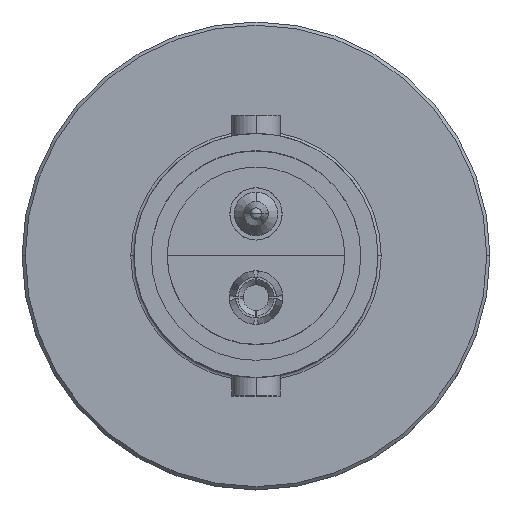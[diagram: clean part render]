
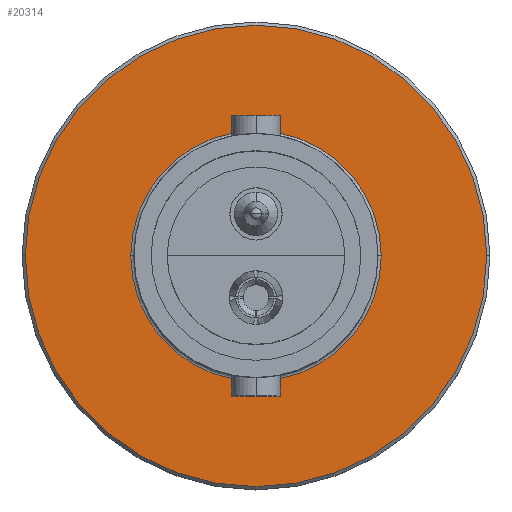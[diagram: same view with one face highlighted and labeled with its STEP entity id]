
A CAD part, top view. The second image highlights one B-rep face of the part: STEP entity #20314.
In plain terms, the highlighted planar face has unit normal (0, 0, 1).
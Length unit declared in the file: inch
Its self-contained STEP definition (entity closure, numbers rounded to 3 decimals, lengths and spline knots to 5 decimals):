
#1200 = DIRECTION ( 'NONE',  ( 0., 0., 1. ) ) ;
#1367 = CIRCLE ( 'NONE', #4627, 0.194 ) ;
#1537 = CARTESIAN_POINT ( 'NONE',  ( -0.194, 0., 0.217 ) ) ;
#1582 = CARTESIAN_POINT ( 'NONE',  ( 0.3575, 0., 0.217 ) ) ;
#1924 = ORIENTED_EDGE ( 'NONE', *, *, #21018, .T. ) ;
#2407 = CARTESIAN_POINT ( 'NONE',  ( 0., 0., 0.217 ) ) ;
#2509 = CARTESIAN_POINT ( 'NONE',  ( 0., 0., 0.217 ) ) ;
#2981 = CARTESIAN_POINT ( 'NONE',  ( 0., 0., 0.217 ) ) ;
#4382 = ORIENTED_EDGE ( 'NONE', *, *, #13751, .T. ) ;
#4453 = DIRECTION ( 'NONE',  ( 1., 0., 0. ) ) ;
#4593 = DIRECTION ( 'NONE',  ( 1., 0., 0. ) ) ;
#4627 = AXIS2_PLACEMENT_3D ( 'NONE', #10649, #6939, #6855 ) ;
#5162 = DIRECTION ( 'NONE',  ( 1., 0., 0. ) ) ;
#6020 = CIRCLE ( 'NONE', #16696, 0.3575 ) ;
#6207 = VERTEX_POINT ( 'NONE', #15099 ) ;
#6793 = AXIS2_PLACEMENT_3D ( 'NONE', #2981, #1200, #5162 ) ;
#6855 = DIRECTION ( 'NONE',  ( 1., 0., 0. ) ) ;
#6939 = DIRECTION ( 'NONE',  ( 0., 0., -1. ) ) ;
#7405 = ORIENTED_EDGE ( 'NONE', *, *, #8827, .T. ) ;
#7902 = AXIS2_PLACEMENT_3D ( 'NONE', #2509, #16018, #4453 ) ;
#8117 = VERTEX_POINT ( 'NONE', #1537 ) ;
#8617 = FACE_OUTER_BOUND ( 'NONE', #24781, .T. ) ;
#8827 = EDGE_CURVE ( 'NONE', #24438, #8903, #6020, .T. ) ;
#8903 = VERTEX_POINT ( 'NONE', #1582 ) ;
#9841 = ORIENTED_EDGE ( 'NONE', *, *, #19305, .T. ) ;
#10098 = CARTESIAN_POINT ( 'NONE',  ( -0.3575, 0., 0.217 ) ) ;
#10649 = CARTESIAN_POINT ( 'NONE',  ( 0., 0., 0.217 ) ) ;
#12040 = PLANE ( 'NONE',  #24942 ) ;
#12208 = DIRECTION ( 'NONE',  ( 0., 0., 1. ) ) ;
#12534 = FACE_BOUND ( 'NONE', #17432, .T. ) ;
#12823 = DIRECTION ( 'NONE',  ( 1., 0., 0. ) ) ;
#13751 = EDGE_CURVE ( 'NONE', #8903, #24438, #24168, .T. ) ;
#15099 = CARTESIAN_POINT ( 'NONE',  ( 0.194, 0., 0.217 ) ) ;
#15520 = CIRCLE ( 'NONE', #7902, 0.194 ) ;
#16018 = DIRECTION ( 'NONE',  ( 0., 0., -1. ) ) ;
#16696 = AXIS2_PLACEMENT_3D ( 'NONE', #16706, #24460, #12823 ) ;
#16706 = CARTESIAN_POINT ( 'NONE',  ( 0., 0., 0.217 ) ) ;
#17432 = EDGE_LOOP ( 'NONE', ( #1924, #9841 ) ) ;
#19305 = EDGE_CURVE ( 'NONE', #8117, #6207, #1367, .T. ) ;
#20314 = ADVANCED_FACE ( 'NONE', ( #12534, #8617 ), #12040, .T. ) ;
#21018 = EDGE_CURVE ( 'NONE', #6207, #8117, #15520, .T. ) ;
#24168 = CIRCLE ( 'NONE', #6793, 0.3575 ) ;
#24438 = VERTEX_POINT ( 'NONE', #10098 ) ;
#24460 = DIRECTION ( 'NONE',  ( 0., 0., 1. ) ) ;
#24781 = EDGE_LOOP ( 'NONE', ( #7405, #4382 ) ) ;
#24942 = AXIS2_PLACEMENT_3D ( 'NONE', #2407, #12208, #4593 ) ;
